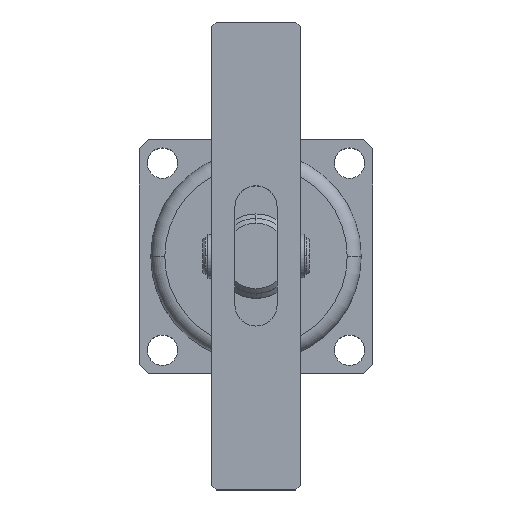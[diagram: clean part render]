
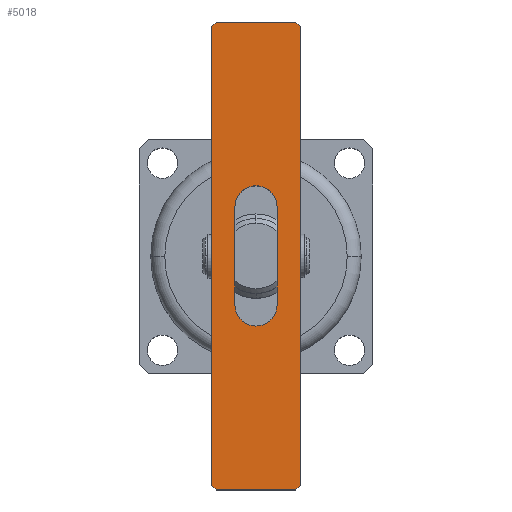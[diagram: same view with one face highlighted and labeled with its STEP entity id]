
A CAD part, top view. The second image highlights one B-rep face of the part: STEP entity #5018.
In plain terms, the highlighted planar face has unit normal (0, 0, 1).
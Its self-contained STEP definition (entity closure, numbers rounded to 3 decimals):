
#132 = ORIENTED_EDGE ( 'NONE', *, *, #431, .T. ) ;
#134 = ORIENTED_EDGE ( 'NONE', *, *, #4273, .T. ) ;
#260 = EDGE_LOOP ( 'NONE', ( #4681, #132, #134, #2576, #712, #778, #735, #755 ) ) ;
#266 = EDGE_LOOP ( 'NONE', ( #2574, #2573, #404, #406, #2572 ) ) ;
#312 = EDGE_CURVE ( 'NONE', #978, #966, #5318, .T. ) ;
#404 = ORIENTED_EDGE ( 'NONE', *, *, #4373, .F. ) ;
#406 = ORIENTED_EDGE ( 'NONE', *, *, #4282, .F. ) ;
#431 = EDGE_CURVE ( 'NONE', #963, #969, #5357, .T. ) ;
#613 = CARTESIAN_POINT ( 'NONE',  ( -10.5, -4.5, 9.5 ) ) ;
#620 = DIRECTION ( 'NONE',  ( 1., 0., 0. ) ) ;
#676 = CARTESIAN_POINT ( 'NONE',  ( 50., -8.5, 9.5 ) ) ;
#686 = EDGE_CURVE ( 'NONE', #966, #954, #5401, .T. ) ;
#703 = EDGE_CURVE ( 'NONE', #970, #958, #5427, .T. ) ;
#708 = EDGE_CURVE ( 'NONE', #933, #970, #5434, .T. ) ;
#712 = ORIENTED_EDGE ( 'NONE', *, *, #703, .T. ) ;
#735 = ORIENTED_EDGE ( 'NONE', *, *, #838, .T. ) ;
#755 = ORIENTED_EDGE ( 'NONE', *, *, #4269, .T. ) ;
#778 = ORIENTED_EDGE ( 'NONE', *, *, #807, .T. ) ;
#807 = EDGE_CURVE ( 'NONE', #958, #974, #5448, .T. ) ;
#838 = EDGE_CURVE ( 'NONE', #974, #949, #5491, .T. ) ;
#933 = VERTEX_POINT ( 'NONE', #3287 ) ;
#934 = VERTEX_POINT ( 'NONE', #3288 ) ;
#949 = VERTEX_POINT ( 'NONE', #3303 ) ;
#950 = VERTEX_POINT ( 'NONE', #3304 ) ;
#954 = VERTEX_POINT ( 'NONE', #3308 ) ;
#958 = VERTEX_POINT ( 'NONE', #3312 ) ;
#962 = VERTEX_POINT ( 'NONE', #3316 ) ;
#963 = VERTEX_POINT ( 'NONE', #3317 ) ;
#966 = VERTEX_POINT ( 'NONE', #3320 ) ;
#969 = VERTEX_POINT ( 'NONE', #3323 ) ;
#970 = VERTEX_POINT ( 'NONE', #3324 ) ;
#974 = VERTEX_POINT ( 'NONE', #3328 ) ;
#978 = VERTEX_POINT ( 'NONE', #3332 ) ;
#2572 = ORIENTED_EDGE ( 'NONE', *, *, #686, .F. ) ;
#2573 = ORIENTED_EDGE ( 'NONE', *, *, #4252, .F. ) ;
#2574 = ORIENTED_EDGE ( 'NONE', *, *, #312, .F. ) ;
#2576 = ORIENTED_EDGE ( 'NONE', *, *, #708, .T. ) ;
#2872 = DIRECTION ( 'NONE',  ( 0.707, 0.707, 0. ) ) ;
#2964 = CARTESIAN_POINT ( 'NONE',  ( 10.5, 0., 9.5 ) ) ;
#2965 = DIRECTION ( 'NONE',  ( 0., 0., 1. ) ) ;
#2966 = DIRECTION ( 'NONE',  ( 1., 0., 0. ) ) ;
#3011 = CARTESIAN_POINT ( 'NONE',  ( -50., 9.5, 9.5 ) ) ;
#3012 = DIRECTION ( 'NONE',  ( -1., 0., 0. ) ) ;
#3018 = DIRECTION ( 'NONE',  ( -0.707, 0.707, 0. ) ) ;
#3021 = CARTESIAN_POINT ( 'NONE',  ( 49., 9.5, 9.5 ) ) ;
#3072 = CARTESIAN_POINT ( 'NONE',  ( -50., 8.5, 9.5 ) ) ;
#3088 = DIRECTION ( 'NONE',  ( -0.707, -0.707, 0. ) ) ;
#3188 = DIRECTION ( 'NONE',  ( 0., -1., 0. ) ) ;
#3202 = CARTESIAN_POINT ( 'NONE',  ( -50., -9.5, 9.5 ) ) ;
#3287 = CARTESIAN_POINT ( 'NONE',  ( 50., 8.5, 9.5 ) ) ;
#3288 = CARTESIAN_POINT ( 'NONE',  ( -10.5, 4.5, 9.5 ) ) ;
#3303 = CARTESIAN_POINT ( 'NONE',  ( -50., -8.5, 9.5 ) ) ;
#3304 = CARTESIAN_POINT ( 'NONE',  ( 10.5, 4.5, 9.5 ) ) ;
#3308 = CARTESIAN_POINT ( 'NONE',  ( 15., 0., 9.5 ) ) ;
#3312 = CARTESIAN_POINT ( 'NONE',  ( -49., 9.5, 9.5 ) ) ;
#3316 = CARTESIAN_POINT ( 'NONE',  ( -49., -9.5, 9.5 ) ) ;
#3317 = CARTESIAN_POINT ( 'NONE',  ( 49., -9.5, 9.5 ) ) ;
#3320 = CARTESIAN_POINT ( 'NONE',  ( 10.5, -4.5, 9.5 ) ) ;
#3323 = CARTESIAN_POINT ( 'NONE',  ( 50., -8.5, 9.5 ) ) ;
#3324 = CARTESIAN_POINT ( 'NONE',  ( 49., 9.5, 9.5 ) ) ;
#3328 = CARTESIAN_POINT ( 'NONE',  ( -50., 8.5, 9.5 ) ) ;
#3332 = CARTESIAN_POINT ( 'NONE',  ( -10.5, -4.5, 9.5 ) ) ;
#3756 = LINE ( 'NONE', #6753, #3765 ) ;
#3765 = VECTOR ( 'NONE', #6736, 1000. ) ;
#3821 = FACE_BOUND ( 'NONE', #266, .T. ) ;
#3824 = FACE_OUTER_BOUND ( 'NONE', #260, .T. ) ;
#4252 = EDGE_CURVE ( 'NONE', #934, #978, #5569, .T. ) ;
#4269 = EDGE_CURVE ( 'NONE', #949, #962, #5597, .T. ) ;
#4273 = EDGE_CURVE ( 'NONE', #969, #933, #5602, .T. ) ;
#4282 = EDGE_CURVE ( 'NONE', #954, #950, #5619, .T. ) ;
#4373 = EDGE_CURVE ( 'NONE', #950, #934, #5754, .T. ) ;
#4428 = EDGE_CURVE ( 'NONE', #962, #963, #3756, .T. ) ;
#4681 = ORIENTED_EDGE ( 'NONE', *, *, #4428, .T. ) ;
#4824 = AXIS2_PLACEMENT_3D ( 'NONE', #2964, #2965, #2966 ) ;
#4860 = AXIS2_PLACEMENT_3D ( 'NONE', #6104, #6105, #6106 ) ;
#4874 = AXIS2_PLACEMENT_3D ( 'NONE', #6201, #6202, #6203 ) ;
#4946 = AXIS2_PLACEMENT_3D ( 'NONE', #6851, #6862, #6863 ) ;
#5018 = ADVANCED_FACE ( 'NONE', ( #3821, #3824 ), #6857, .F. ) ;
#5318 = LINE ( 'NONE', #613, #5323 ) ;
#5323 = VECTOR ( 'NONE', #620, 1000. ) ;
#5357 = LINE ( 'NONE', #676, #5362 ) ;
#5362 = VECTOR ( 'NONE', #2872, 1000. ) ;
#5401 = CIRCLE ( 'NONE', #4824, 4.5 ) ;
#5427 = LINE ( 'NONE', #3011, #5430 ) ;
#5430 = VECTOR ( 'NONE', #3012, 1000. ) ;
#5434 = LINE ( 'NONE', #3021, #5438 ) ;
#5438 = VECTOR ( 'NONE', #3018, 1000. ) ;
#5448 = LINE ( 'NONE', #3072, #5453 ) ;
#5453 = VECTOR ( 'NONE', #3088, 1000. ) ;
#5491 = LINE ( 'NONE', #3202, #5493 ) ;
#5493 = VECTOR ( 'NONE', #3188, 1000. ) ;
#5569 = CIRCLE ( 'NONE', #4860, 4.5 ) ;
#5597 = LINE ( 'NONE', #6168, #5600 ) ;
#5600 = VECTOR ( 'NONE', #6158, 1000. ) ;
#5602 = LINE ( 'NONE', #6177, #5606 ) ;
#5606 = VECTOR ( 'NONE', #6176, 1000. ) ;
#5619 = CIRCLE ( 'NONE', #4874, 4.5 ) ;
#5754 = LINE ( 'NONE', #6559, #5758 ) ;
#5758 = VECTOR ( 'NONE', #6558, 1000. ) ;
#6104 = CARTESIAN_POINT ( 'NONE',  ( -10.5, 0., 9.5 ) ) ;
#6105 = DIRECTION ( 'NONE',  ( 0., 0., 1. ) ) ;
#6106 = DIRECTION ( 'NONE',  ( 1., 0., 0. ) ) ;
#6158 = DIRECTION ( 'NONE',  ( 0.707, -0.707, 0. ) ) ;
#6168 = CARTESIAN_POINT ( 'NONE',  ( -49., -9.5, 9.5 ) ) ;
#6176 = DIRECTION ( 'NONE',  ( 0., 1., 0. ) ) ;
#6177 = CARTESIAN_POINT ( 'NONE',  ( 50., -9.5, 9.5 ) ) ;
#6201 = CARTESIAN_POINT ( 'NONE',  ( 10.5, 0., 9.5 ) ) ;
#6202 = DIRECTION ( 'NONE',  ( 0., 0., 1. ) ) ;
#6203 = DIRECTION ( 'NONE',  ( 1., 0., 0. ) ) ;
#6558 = DIRECTION ( 'NONE',  ( -1., 0., 0. ) ) ;
#6559 = CARTESIAN_POINT ( 'NONE',  ( -10.5, 4.5, 9.5 ) ) ;
#6736 = DIRECTION ( 'NONE',  ( 1., 0., 0. ) ) ;
#6753 = CARTESIAN_POINT ( 'NONE',  ( -50., -9.5, 9.5 ) ) ;
#6851 = CARTESIAN_POINT ( 'NONE',  ( 0., 0., 9.5 ) ) ;
#6857 = PLANE ( 'NONE',  #4946 ) ;
#6862 = DIRECTION ( 'NONE',  ( 0., 0., -1. ) ) ;
#6863 = DIRECTION ( 'NONE',  ( -1., 0., 0. ) ) ;
